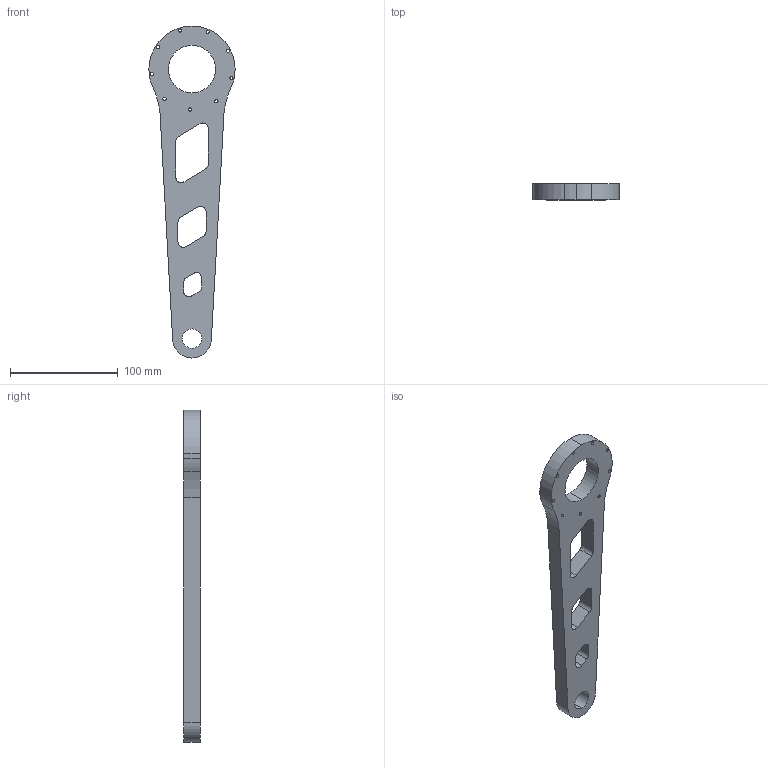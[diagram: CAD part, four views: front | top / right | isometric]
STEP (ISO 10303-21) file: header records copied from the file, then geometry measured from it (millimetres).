
FILE_DESCRIPTION (( 'STEP AP203' ), '1' );
FILE_NAME ('苤虯旋-抯啣.STEP', '2024-08-12T05:35:56', ( '' ), ( '' ), 'SwSTEP 2.0', 'SolidWorks 2020', '' );
FILE_SCHEMA (( 'CONFIG_CONTROL_DESIGN' ));
Length unit declared in the file: millimetre
Products named in the file (1): 苤虯旋-抯啣
Bounding box: 80 x 15 x 308 mm (x, y, z)
Volume: 174975.5 mm3; surface area: 42521.9 mm2
Topology: 1 solids, 1 shells, 62 faces, 180 edges, 120 vertices
Faces by surface type: cylinder 44, plane 18
Entity records: 2225 total; most frequent: DIRECTION 394, CARTESIAN_POINT 363, ORIENTED_EDGE 360, EDGE_CURVE 180, AXIS2_PLACEMENT_3D 151, VERTEX_POINT 120, LINE 92, VECTOR 92
